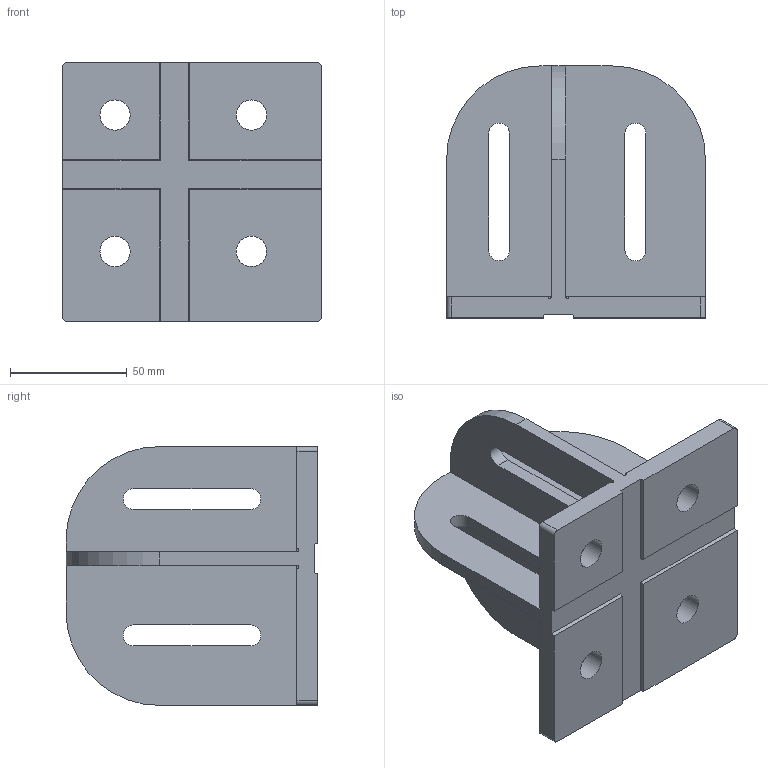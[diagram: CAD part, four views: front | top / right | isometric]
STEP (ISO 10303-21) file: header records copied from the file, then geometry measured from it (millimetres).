
FILE_DESCRIPTION(/* description */ ('Staffa di fissaggio a terra serie 45 per profilo 45x60'),/* implementation_level */ '2;1');
FILE_NAME(/* name */ 'BP45-60.stp',/* time_stamp */ '2021-02-19T11:47:59+01:00',/* author */ ('omnitec'),/* organization */ ('Microsoft'),/* preprocessor_version */ 'ST-DEVELOPER v18.1',/* originating_system */ 'Autodesk Inventor 2021',/* authorisation */ '');
FILE_SCHEMA (('AUTOMOTIVE_DESIGN { 1 0 10303 214 3 1 1 }'));
Length unit declared in the file: millimetre
Products named in the file (1): BP45-60
Bounding box: 111 x 108 x 111 mm (x, y, z)
Volume: 209493.4 mm3; surface area: 69500.2 mm2
Topology: 1 solids, 1 shells, 66 faces, 192 edges, 128 vertices
Faces by surface type: plane 38, cylinder 28
Full cylindrical faces by diameter (mm): 13 x4
Entity records: 2265 total; most frequent: CARTESIAN_POINT 387, ORIENTED_EDGE 384, DIRECTION 382, EDGE_CURVE 192, LINE 136, VECTOR 136, VERTEX_POINT 128, AXIS2_PLACEMENT_3D 123
